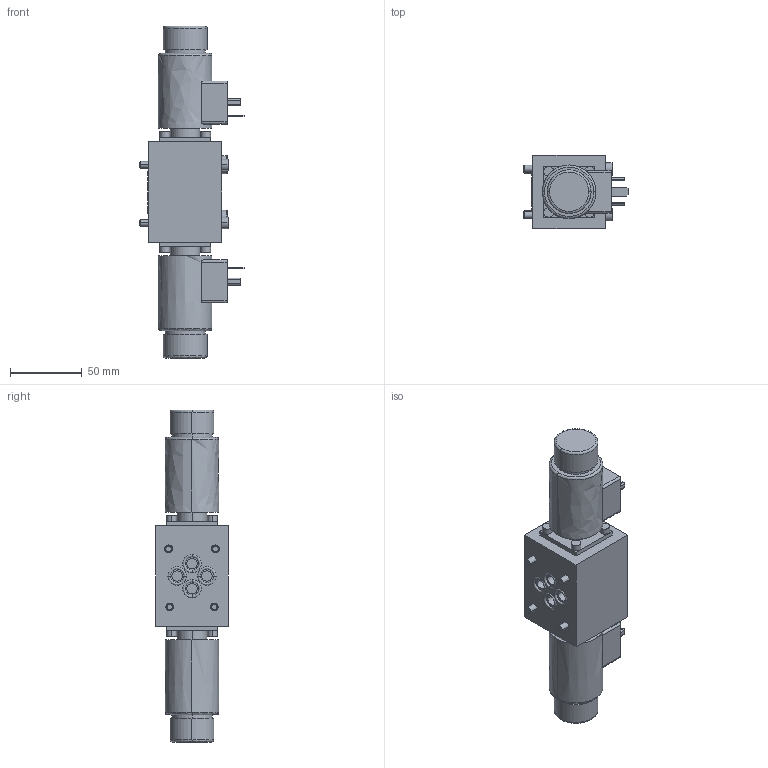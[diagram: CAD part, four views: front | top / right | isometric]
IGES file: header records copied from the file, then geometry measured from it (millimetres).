
Start section:  PTC IGES file: ilcm47112321.igs
Global section: file name: ilcm47112321.igs; native system: Creo Parametric by PTC Inc.; preprocessor: 2021164; author: Kroemer; organization: Unknown; date: 20250822.143406; units: inch
Bounding box: 73.03 x 50.8 x 231.29 mm (x, y, z)
Surface area: 54670.5 mm2 (no closed solid volume)
Topology: 0 solids, 0 shells, 284 faces, 1376 edges, 1376 vertices
Faces by surface type: bspline 144, revolution 140
